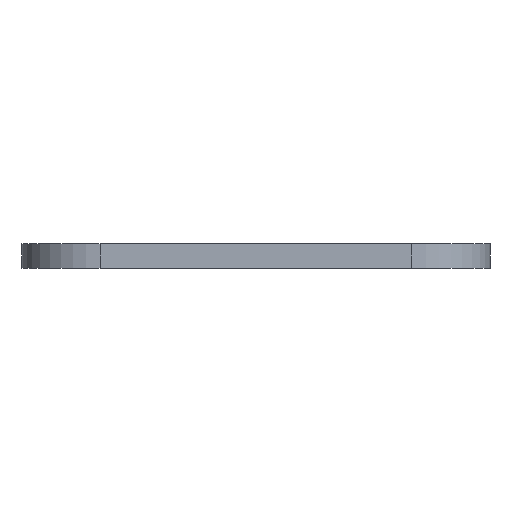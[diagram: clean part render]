
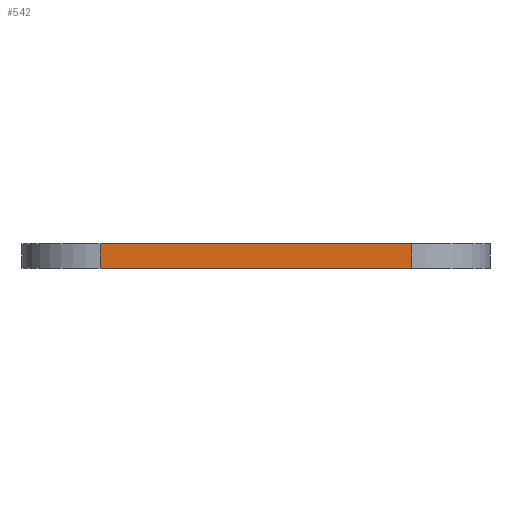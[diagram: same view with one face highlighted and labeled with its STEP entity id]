
A CAD part, front view. The second image highlights one B-rep face of the part: STEP entity #542.
In plain terms, the highlighted planar face has unit normal (0, -1, 0).
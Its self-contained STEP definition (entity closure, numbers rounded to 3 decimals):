
#25 = VECTOR ( 'NONE', #676, 1000. ) ;
#31 = EDGE_CURVE ( 'NONE', #525, #312, #652, .T. ) ;
#82 = EDGE_CURVE ( 'NONE', #473, #465, #129, .T. ) ;
#129 = LINE ( 'NONE', #134, #893 ) ;
#134 = CARTESIAN_POINT ( 'NONE',  ( -292.5, 95., -114.175 ) ) ;
#209 = CARTESIAN_POINT ( 'NONE',  ( -342.5, 95., -111. ) ) ;
#214 = CARTESIAN_POINT ( 'NONE',  ( -342.5, 95., -114.175 ) ) ;
#250 = CARTESIAN_POINT ( 'NONE',  ( -332.5, 95., -114.175 ) ) ;
#256 = PLANE ( 'NONE',  #639 ) ;
#261 = ORIENTED_EDGE ( 'NONE', *, *, #82, .T. ) ;
#283 = LINE ( 'NONE', #209, #868 ) ;
#300 = CARTESIAN_POINT ( 'NONE',  ( -332.5, 95., -111. ) ) ;
#311 = CARTESIAN_POINT ( 'NONE',  ( -292.5, 95., -114.175 ) ) ;
#312 = VERTEX_POINT ( 'NONE', #663 ) ;
#316 = CARTESIAN_POINT ( 'NONE',  ( -292.5, 95., -111. ) ) ;
#433 = LINE ( 'NONE', #214, #25 ) ;
#465 = VERTEX_POINT ( 'NONE', #316 ) ;
#473 = VERTEX_POINT ( 'NONE', #311 ) ;
#483 = FACE_OUTER_BOUND ( 'NONE', #773, .T. ) ;
#487 = CARTESIAN_POINT ( 'NONE',  ( -342.5, 95., -114.175 ) ) ;
#521 = DIRECTION ( 'NONE',  ( 1., 0., 0. ) ) ;
#525 = VERTEX_POINT ( 'NONE', #300 ) ;
#542 = ADVANCED_FACE ( 'NONE', ( #483 ), #256, .T. ) ;
#574 = DIRECTION ( 'NONE',  ( 0., 0., -1. ) ) ;
#639 = AXIS2_PLACEMENT_3D ( 'NONE', #487, #804, #886 ) ;
#652 = LINE ( 'NONE', #250, #968 ) ;
#662 = ORIENTED_EDGE ( 'NONE', *, *, #726, .T. ) ;
#663 = CARTESIAN_POINT ( 'NONE',  ( -332.5, 95., -114.175 ) ) ;
#676 = DIRECTION ( 'NONE',  ( 1., 0., 0. ) ) ;
#709 = EDGE_CURVE ( 'NONE', #525, #465, #283, .T. ) ;
#721 = ORIENTED_EDGE ( 'NONE', *, *, #709, .F. ) ;
#726 = EDGE_CURVE ( 'NONE', #312, #473, #433, .T. ) ;
#773 = EDGE_LOOP ( 'NONE', ( #721, #818, #662, #261 ) ) ;
#804 = DIRECTION ( 'NONE',  ( 0., -1., 0. ) ) ;
#818 = ORIENTED_EDGE ( 'NONE', *, *, #31, .T. ) ;
#868 = VECTOR ( 'NONE', #521, 1000. ) ;
#886 = DIRECTION ( 'NONE',  ( 0., 0., -1. ) ) ;
#893 = VECTOR ( 'NONE', #998, 1000. ) ;
#968 = VECTOR ( 'NONE', #574, 1000. ) ;
#998 = DIRECTION ( 'NONE',  ( 0., 0., 1. ) ) ;
